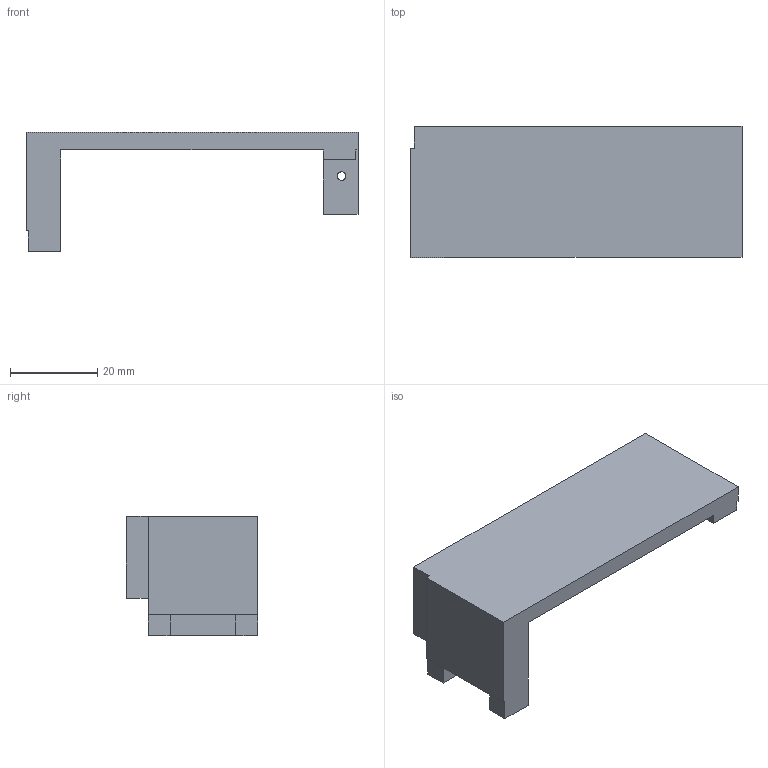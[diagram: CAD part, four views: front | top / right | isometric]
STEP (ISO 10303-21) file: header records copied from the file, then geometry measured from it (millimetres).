
FILE_DESCRIPTION (( 'STEP AP214' ), '1' );
FILE_NAME ('big_servo_joint.STEP', '2017-10-18T07:40:09', ( '' ), ( '' ), 'SwSTEP 2.0', 'SolidWorks 2013', '' );
FILE_SCHEMA (( 'AUTOMOTIVE_DESIGN' ));
Length unit declared in the file: millimetre
Products named in the file (1): big_servo_joint
Bounding box: 76 x 30 x 27.25 mm (x, y, z)
Volume: 14618.4 mm3; surface area: 7785.8 mm2
Topology: 1 solids, 1 shells, 44 faces, 111 edges, 74 vertices
Faces by surface type: plane 32, cylinder 12
Entity records: 1357 total; most frequent: CARTESIAN_POINT 230, DIRECTION 225, ORIENTED_EDGE 222, EDGE_CURVE 111, VECTOR 87, LINE 87, VERTEX_POINT 74, AXIS2_PLACEMENT_3D 69
